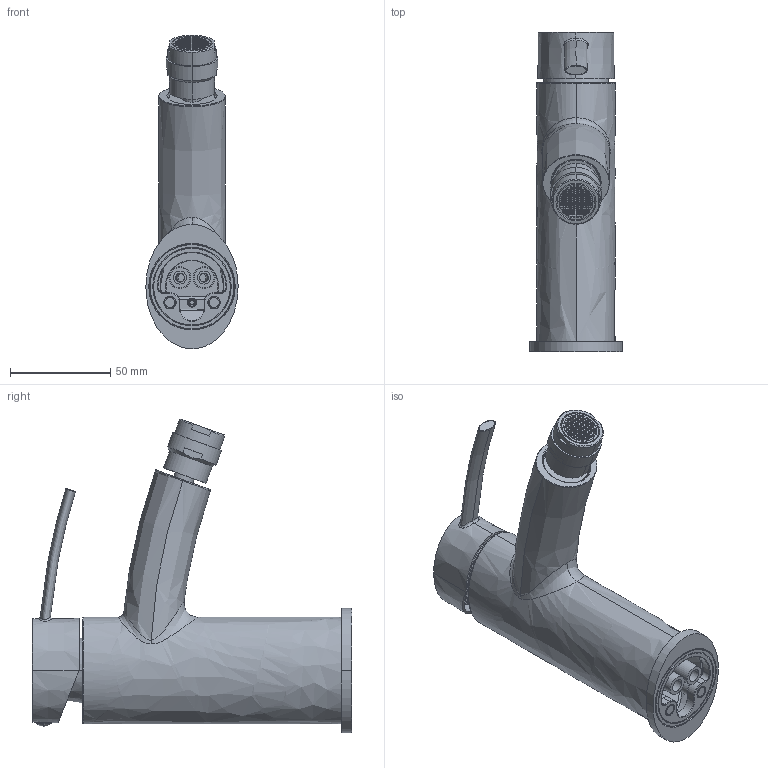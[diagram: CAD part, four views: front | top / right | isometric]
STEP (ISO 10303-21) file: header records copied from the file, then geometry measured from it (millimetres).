
FILE_DESCRIPTION((''),'2;1');
FILE_NAME('BR131CR','2021-11-08T10:21:44',('ut3'),('PAFFONI SpA'),'CREO PARAMETRIC BY PTC INC, 2020044','CREO PARAMETRIC BY PTC INC, 2020044','');
FILE_SCHEMA(('CONFIG_CONTROL_DESIGN','SHAPE_APPEARANCE_LAYERS_GROUPS'));
Products named in the file (1): BR131CR
Bounding box: 46 x 159.2 x 156.27 mm (x, y, z)
Volume: 164071.5 mm3; surface area: 98278.6 mm2
Topology: 5 solids, 5 shells, 2776 faces, 7791 edges, 5018 vertices
Faces by surface type: plane 1986, cylinder 417, cone 138, bspline 119, torus 89, sphere 16, extrusion 9, revolution 2
Entity records: 131469 total; most frequent: CARTESIAN_POINT 33907, ORIENTED_EDGE 15542, DIRECTION 14491, EDGE_CURVE 7771, VECTOR 5107, LINE 5098, VERTEX_POINT 5018, AXIS2_PLACEMENT_3D 4691
